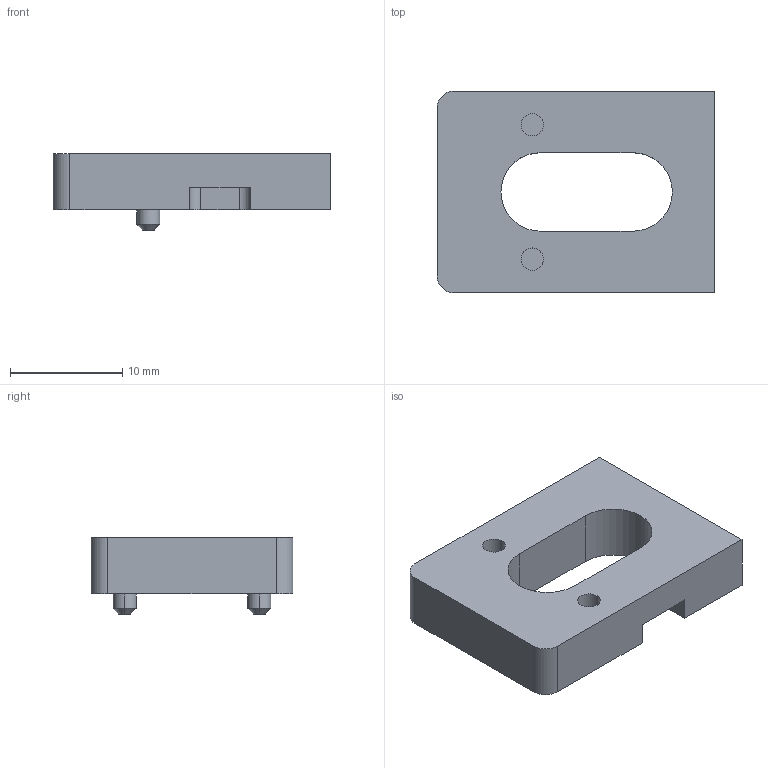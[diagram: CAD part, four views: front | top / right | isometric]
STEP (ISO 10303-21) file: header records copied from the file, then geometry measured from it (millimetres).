
FILE_DESCRIPTION (( 'STEP AP214' ), '1' );
FILE_NAME ('SAFE00H1122-Cale panoblock 6_8_10 PA ép. 5 mm.step', '2023-03-24T10:10:06', ( 'Altae' ), ( '' ), 'SwSTEP 2.0', 'SolidWorks 2021', '' );
FILE_SCHEMA (( 'AUTOMOTIVE_DESIGN' ));
Length unit declared in the file: millimetre
Products named in the file (1): SAFE00H1122-Cale panoblock 6_8_10 PA 廧. 5 mm
Bounding box: 24.8 x 18 x 6.8 mm (x, y, z)
Volume: 1683.5 mm3; surface area: 1375.1 mm2
Topology: 1 solids, 1 shells, 41 faces, 101 edges, 66 vertices
Faces by surface type: plane 20, cylinder 17, cone 4
Entity records: 1259 total; most frequent: DIRECTION 223, CARTESIAN_POINT 209, ORIENTED_EDGE 202, EDGE_CURVE 101, AXIS2_PLACEMENT_3D 80, VERTEX_POINT 66, VECTOR 63, LINE 63
